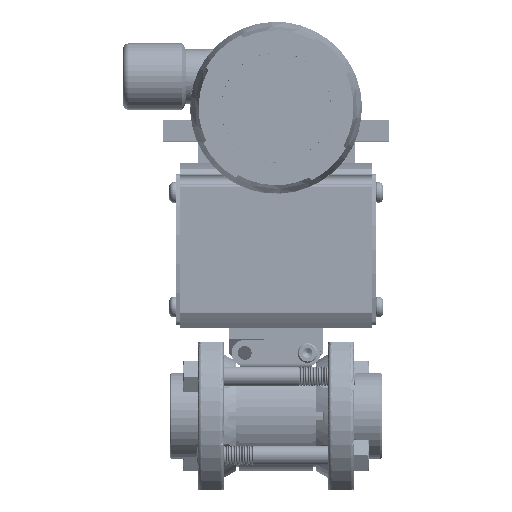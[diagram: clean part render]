
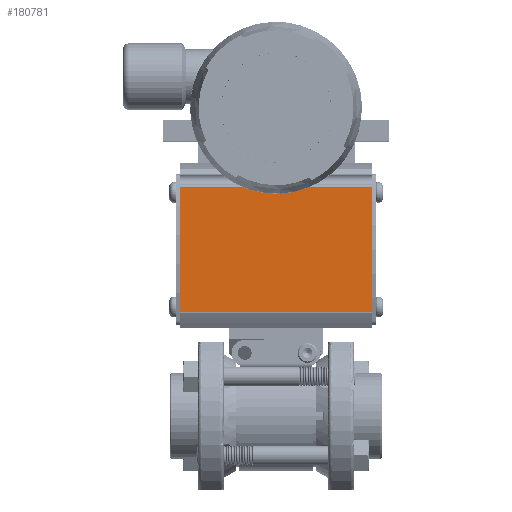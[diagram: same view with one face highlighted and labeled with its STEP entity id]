
A CAD part, top view. The second image highlights one B-rep face of the part: STEP entity #180781.
In plain terms, the highlighted planar face has unit normal (0, 0, 1).
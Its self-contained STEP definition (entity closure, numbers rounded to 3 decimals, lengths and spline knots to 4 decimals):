
#3087 = FACE_OUTER_BOUND ( 'NONE', #37751, .T. ) ;
#4931 = LINE ( 'NONE', #43909, #181324 ) ;
#15051 = VECTOR ( 'NONE', #29709, 39.3701 ) ;
#19856 = DIRECTION ( 'NONE',  ( 0., -1., 0. ) ) ;
#25027 = ORIENTED_EDGE ( 'NONE', *, *, #96264, .F. ) ;
#27124 = EDGE_CURVE ( 'NONE', #202947, #60882, #4931, .T. ) ;
#29709 = DIRECTION ( 'NONE',  ( 0., -1., 0. ) ) ;
#31492 = LINE ( 'NONE', #154590, #153401 ) ;
#37751 = EDGE_LOOP ( 'NONE', ( #124640, #209259, #25027, #109936 ) ) ;
#41064 = CARTESIAN_POINT ( 'NONE',  ( -1.5275, 3.6471, 1.17 ) ) ;
#43909 = CARTESIAN_POINT ( 'NONE',  ( -5.0403, 3.6471, 1.17 ) ) ;
#55638 = EDGE_CURVE ( 'NONE', #136902, #77102, #57230, .T. ) ;
#57230 = LINE ( 'NONE', #73877, #184342 ) ;
#60882 = VERTEX_POINT ( 'NONE', #41064 ) ;
#69117 = PLANE ( 'NONE',  #147355 ) ;
#73877 = CARTESIAN_POINT ( 'NONE',  ( -5.0403, 1.6529, 1.17 ) ) ;
#77102 = VERTEX_POINT ( 'NONE', #188282 ) ;
#78145 = CARTESIAN_POINT ( 'NONE',  ( -1.5275, 1.6529, 1.17 ) ) ;
#96264 = EDGE_CURVE ( 'NONE', #136902, #60882, #31492, .T. ) ;
#98810 = CARTESIAN_POINT ( 'NONE',  ( 1.5275, 3.6471, 1.17 ) ) ;
#103294 = LINE ( 'NONE', #112312, #15051 ) ;
#109936 = ORIENTED_EDGE ( 'NONE', *, *, #55638, .T. ) ;
#112312 = CARTESIAN_POINT ( 'NONE',  ( 1.5275, 3.6544, 1.17 ) ) ;
#119151 = DIRECTION ( 'NONE',  ( 0., 0., -1. ) ) ;
#124636 = DIRECTION ( 'NONE',  ( 1., 0., 0. ) ) ;
#124640 = ORIENTED_EDGE ( 'NONE', *, *, #206364, .F. ) ;
#136902 = VERTEX_POINT ( 'NONE', #78145 ) ;
#137914 = DIRECTION ( 'NONE',  ( 0., 1., 0. ) ) ;
#147355 = AXIS2_PLACEMENT_3D ( 'NONE', #168498, #119151, #19856 ) ;
#153401 = VECTOR ( 'NONE', #137914, 39.3701 ) ;
#154590 = CARTESIAN_POINT ( 'NONE',  ( -1.5275, 3.6544, 1.17 ) ) ;
#168498 = CARTESIAN_POINT ( 'NONE',  ( -5.0403, 3.6544, 1.17 ) ) ;
#180781 = ADVANCED_FACE ( 'NONE', ( #3087 ), #69117, .F. ) ;
#181324 = VECTOR ( 'NONE', #191756, 39.3701 ) ;
#184342 = VECTOR ( 'NONE', #124636, 39.3701 ) ;
#188282 = CARTESIAN_POINT ( 'NONE',  ( 1.5275, 1.6529, 1.17 ) ) ;
#191756 = DIRECTION ( 'NONE',  ( -1., 0., 0. ) ) ;
#202947 = VERTEX_POINT ( 'NONE', #98810 ) ;
#206364 = EDGE_CURVE ( 'NONE', #202947, #77102, #103294, .T. ) ;
#209259 = ORIENTED_EDGE ( 'NONE', *, *, #27124, .T. ) ;
